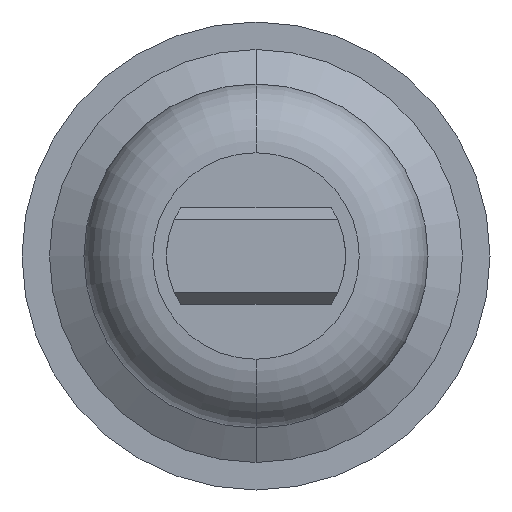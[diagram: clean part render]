
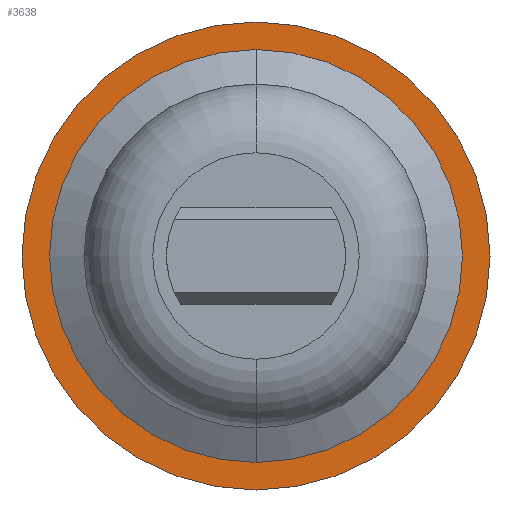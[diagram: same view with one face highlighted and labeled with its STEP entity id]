
A CAD part, front view. The second image highlights one B-rep face of the part: STEP entity #3638.
In plain terms, the highlighted planar face has unit normal (0, -1, 0).
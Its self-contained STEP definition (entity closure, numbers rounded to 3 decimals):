
#246 = CARTESIAN_POINT ( 'NONE',  ( 1.285, 16., 0. ) ) ;
#269 = DIRECTION ( 'NONE',  ( 0., 0., -1. ) ) ;
#421 = ORIENTED_EDGE ( 'NONE', *, *, #4179, .T. ) ;
#437 = EDGE_LOOP ( 'NONE', ( #4644, #695 ) ) ;
#629 = EDGE_LOOP ( 'NONE', ( #2136, #421 ) ) ;
#670 = DIRECTION ( 'NONE',  ( 0., 1., 0. ) ) ;
#680 = AXIS2_PLACEMENT_3D ( 'NONE', #688, #4811, #269 ) ;
#688 = CARTESIAN_POINT ( 'NONE',  ( 0., 16., 0. ) ) ;
#695 = ORIENTED_EDGE ( 'NONE', *, *, #3233, .T. ) ;
#961 = PLANE ( 'NONE',  #2426 ) ;
#1031 = AXIS2_PLACEMENT_3D ( 'NONE', #1941, #2716, #2665 ) ;
#1425 = VERTEX_POINT ( 'NONE', #1839 ) ;
#1541 = CIRCLE ( 'NONE', #2326, 1.7 ) ;
#1664 = CIRCLE ( 'NONE', #680, 1.7 ) ;
#1679 = FACE_OUTER_BOUND ( 'NONE', #629, .T. ) ;
#1839 = CARTESIAN_POINT ( 'NONE',  ( 0., 16., -1.385 ) ) ;
#1941 = CARTESIAN_POINT ( 'NONE',  ( 0., 16., 0. ) ) ;
#2136 = ORIENTED_EDGE ( 'NONE', *, *, #4255, .T. ) ;
#2326 = AXIS2_PLACEMENT_3D ( 'NONE', #3983, #4024, #3262 ) ;
#2426 = AXIS2_PLACEMENT_3D ( 'NONE', #246, #3522, #2434 ) ;
#2434 = DIRECTION ( 'NONE',  ( 0., 0., -1. ) ) ;
#2596 = VERTEX_POINT ( 'NONE', #3700 ) ;
#2665 = DIRECTION ( 'NONE',  ( 0., 0., -1. ) ) ;
#2716 = DIRECTION ( 'NONE',  ( 0., 1., 0. ) ) ;
#2938 = CARTESIAN_POINT ( 'NONE',  ( 0., 16., 1.7 ) ) ;
#3032 = AXIS2_PLACEMENT_3D ( 'NONE', #3208, #670, #3619 ) ;
#3070 = VERTEX_POINT ( 'NONE', #3424 ) ;
#3208 = CARTESIAN_POINT ( 'NONE',  ( 0., 16., 0. ) ) ;
#3233 = EDGE_CURVE ( 'Defeature ausgef�hrt2_17+Defeature ausgef�hrt2_23+Defeature ausgef�hrt2_23+Defeature ausgef�hrt2_23', #3070, #1425, #3299, .T. ) ;
#3262 = DIRECTION ( 'NONE',  ( 0., 0., -1. ) ) ;
#3299 = CIRCLE ( 'NONE', #3032, 1.385 ) ;
#3424 = CARTESIAN_POINT ( 'NONE',  ( 0., 16., 1.385 ) ) ;
#3522 = DIRECTION ( 'NONE',  ( 0., -1., 0. ) ) ;
#3619 = DIRECTION ( 'NONE',  ( 0., 0., -1. ) ) ;
#3638 = ADVANCED_FACE ( 'Defeature ausgef�hrt2_17', ( #4679, #1679 ), #961, .T. ) ;
#3700 = CARTESIAN_POINT ( 'NONE',  ( 0., 16., -1.7 ) ) ;
#3809 = CIRCLE ( 'NONE', #1031, 1.385 ) ;
#3983 = CARTESIAN_POINT ( 'NONE',  ( 0., 16., 0. ) ) ;
#4024 = DIRECTION ( 'NONE',  ( 0., -1., 0. ) ) ;
#4179 = EDGE_CURVE ( 'Defeature ausgef�hrt2_17+Defeature ausgef�hrt2_18+Defeature ausgef�hrt2_18+Defeature ausgef�hrt2_18', #4294, #2596, #1664, .T. ) ;
#4255 = EDGE_CURVE ( 'Defeature ausgef�hrt2_17+Defeature ausgef�hrt2_18+Defeature ausgef�hrt2_18+Defeature ausgef�hrt2_18', #2596, #4294, #1541, .T. ) ;
#4294 = VERTEX_POINT ( 'NONE', #2938 ) ;
#4590 = EDGE_CURVE ( 'Defeature ausgef�hrt2_17+Defeature ausgef�hrt2_23+Defeature ausgef�hrt2_23+Defeature ausgef�hrt2_23', #1425, #3070, #3809, .T. ) ;
#4644 = ORIENTED_EDGE ( 'NONE', *, *, #4590, .T. ) ;
#4679 = FACE_BOUND ( 'NONE', #437, .T. ) ;
#4811 = DIRECTION ( 'NONE',  ( 0., -1., 0. ) ) ;
